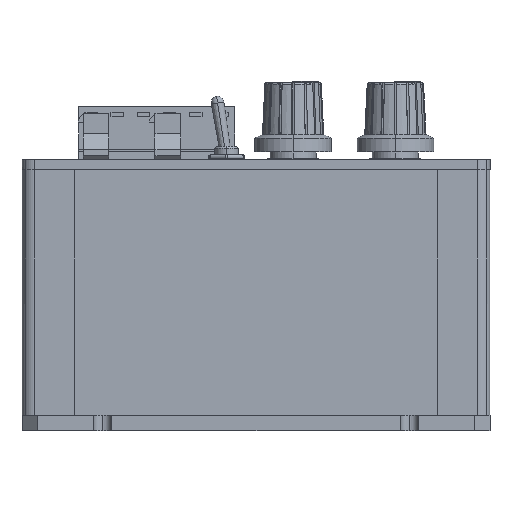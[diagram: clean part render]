
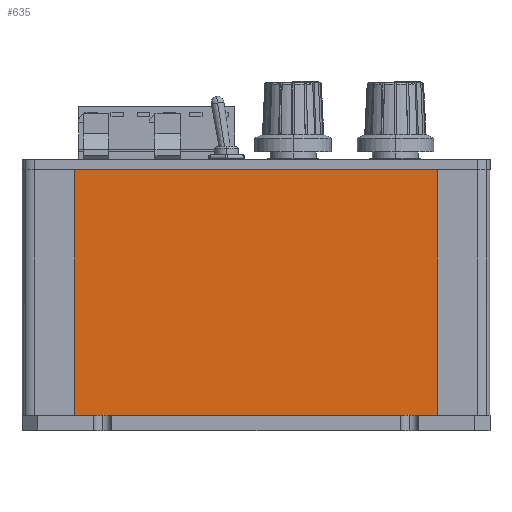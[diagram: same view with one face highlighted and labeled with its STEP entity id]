
A CAD part, left-side view. The second image highlights one B-rep face of the part: STEP entity #635.
In plain terms, the highlighted planar face has unit normal (-1, 0, 0).
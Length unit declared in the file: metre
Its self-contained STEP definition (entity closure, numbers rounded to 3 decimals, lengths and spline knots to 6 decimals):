
#635=ADVANCED_FACE('78:15064',(#2167),#2168,.T.);
#2167=FACE_OUTER_BOUND('',#4172,.T.);
#2168=PLANE('',#4173);
#4172=EDGE_LOOP('',(#9506,#9507,#9508,#9509));
#4173=AXIS2_PLACEMENT_3D('',#9510,#9511,#9512);
#9506=ORIENTED_EDGE('',*,*,#14805,.T.);
#9507=ORIENTED_EDGE('',*,*,#14808,.F.);
#9508=ORIENTED_EDGE('',*,*,#14803,.F.);
#9509=ORIENTED_EDGE('',*,*,#14809,.F.);
#9510=CARTESIAN_POINT('',(-0.0239,0.0,0.051));
#9511=DIRECTION('',(-1.0,0.0,0.0));
#9512=DIRECTION('',(0.0,1.0,0.0));
#14803=EDGE_CURVE('78:20350',#18634,#18636,#18637,.T.);
#14805=EDGE_CURVE('78:20356',#18639,#18640,#18641,.F.);
#14808=EDGE_CURVE('78:20365',#18636,#18640,#18644,.T.);
#14809=EDGE_CURVE('78:20368',#18639,#18634,#18645,.T.);
#18634=VERTEX_POINT('',#27760);
#18636=VERTEX_POINT('',#27763);
#18637=LINE('',#27764,#27765);
#18639=VERTEX_POINT('',#27768);
#18640=VERTEX_POINT('',#27769);
#18641=LINE('',#27770,#27771);
#18644=LINE('',#27776,#27777);
#18645=LINE('',#27778,#27779);
#27760=CARTESIAN_POINT('',(-0.0239,0.0354,0.003));
#27763=CARTESIAN_POINT('',(-0.0239,0.0354,0.051));
#27764=CARTESIAN_POINT('',(-0.0239,0.0354,0.039));
#27765=VECTOR('',#32472,1.0);
#27768=CARTESIAN_POINT('',(-0.0239,-0.0354,0.003));
#27769=CARTESIAN_POINT('',(-0.0239,-0.0354,0.051));
#27770=CARTESIAN_POINT('',(-0.0239,-0.0354,0.039));
#27771=VECTOR('',#32474,1.0);
#27776=CARTESIAN_POINT('',(-0.0239,0.0,0.051));
#27777=VECTOR('',#32477,1.0);
#27778=CARTESIAN_POINT('',(-0.0239,0.0,0.003));
#27779=VECTOR('',#32478,1.0);
#32472=DIRECTION('',(0.0,0.0,1.0));
#32474=DIRECTION('',(-0.0,0.0,-1.0));
#32477=DIRECTION('',(-0.0,-1.0,-0.0));
#32478=DIRECTION('',(0.0,1.0,-0.0));
